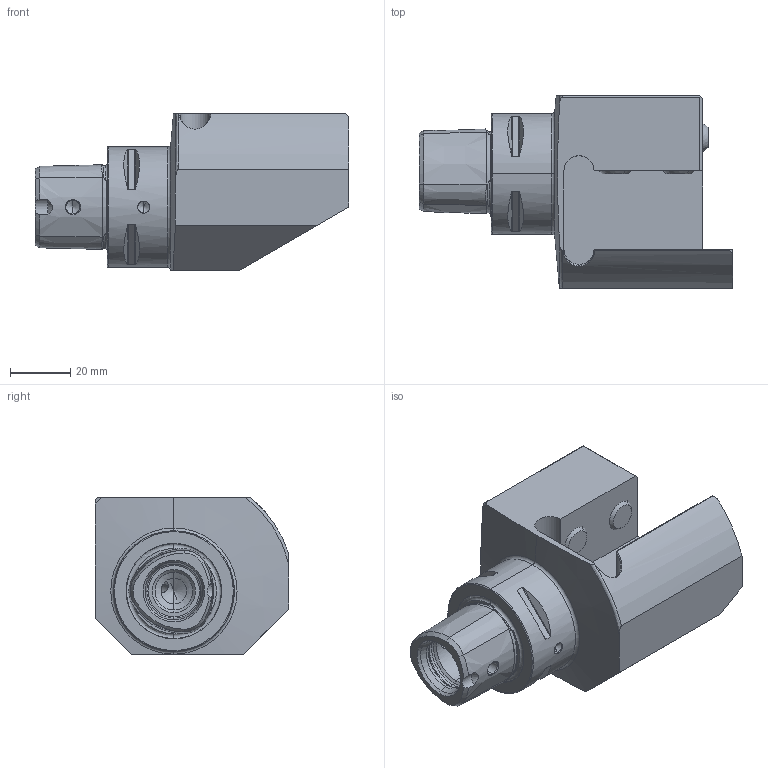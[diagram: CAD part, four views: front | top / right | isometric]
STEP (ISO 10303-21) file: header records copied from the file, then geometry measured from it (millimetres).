
FILE_DESCRIPTION (( 'STEP AP214' ), '1' );
FILE_NAME ('PS4.V25.L11.080.STEP', '2023-03-31T11:48:56', ( '' ), ( '' ), 'SwSTEP 2.0', 'SolidWorks 2017', '' );
FILE_SCHEMA (( 'AUTOMOTIVE_DESIGN' ));
Length unit declared in the file: millimetre
Products named in the file (6): PS4.V25.L11.080; KU1-U12.001.010_1; ISO 4026 - M12 x 25; KU1-U12.001.010; KU1-U12.001.010_2; PS4-V25.L11.080_A
Assembly tree (6 placements, depth 3):
  PS4.V25.L11.080
    PS4-V25.L11.080_A
    KU1-U12.001.010
      KU1-U12.001.010_1
      KU1-U12.001.010_2
    ISO 4026 - M12 x 25  x2
Bounding box: 104 x 64 x 52 mm (x, y, z)
Volume: 142413.2 mm3; surface area: 31141.9 mm2
Topology: 5 solids, 5 shells, 216 faces, 532 edges, 324 vertices
Faces by surface type: cone 66, plane 58, cylinder 49, torus 38, sphere 4, bspline 1
Entity records: 7527 total; most frequent: CARTESIAN_POINT 2584, DIRECTION 988, ORIENTED_EDGE 968, EDGE_CURVE 484, AXIS2_PLACEMENT_3D 407, VERTEX_POINT 298, EDGE_LOOP 220, FACE_OUTER_BOUND 201
